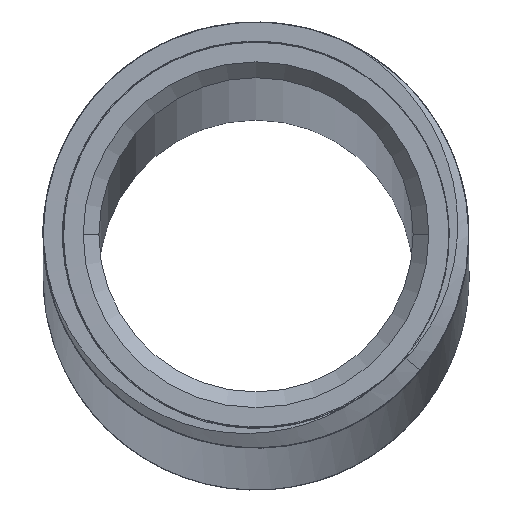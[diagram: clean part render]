
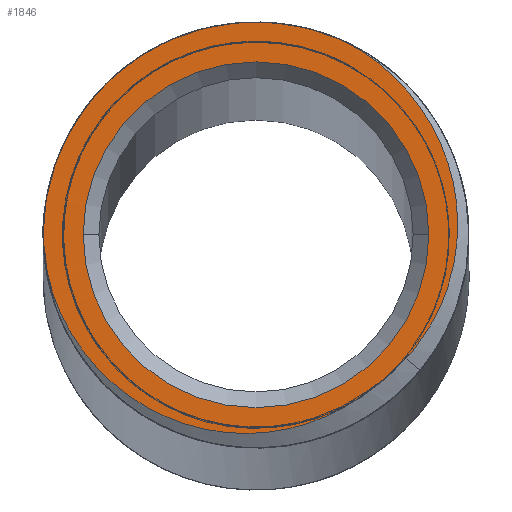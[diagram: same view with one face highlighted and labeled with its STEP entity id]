
A CAD part, top view. The second image highlights one B-rep face of the part: STEP entity #1846.
In plain terms, the highlighted planar face has unit normal (0, 0, 1).
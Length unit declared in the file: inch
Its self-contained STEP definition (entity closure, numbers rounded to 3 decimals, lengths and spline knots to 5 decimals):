
#77=CARTESIAN_POINT('',(0.,0.,23.99999));
#78=DIRECTION('',(0.,0.,-1.));
#79=DIRECTION('',(-1.,0.,0.));
#80=AXIS2_PLACEMENT_3D('',#77,#78,#79);
#82=CARTESIAN_POINT('',(0.,0.,23.99999));
#83=DIRECTION('',(0.,0.,-1.));
#84=DIRECTION('',(1.,0.,0.));
#85=AXIS2_PLACEMENT_3D('',#82,#83,#84);
#87=CARTESIAN_POINT('',(0.22277,-0.30662,24.));
#88=CARTESIAN_POINT('',(0.25536,-0.28541,24.));
#89=CARTESIAN_POINT('',(0.31177,-0.23496,24.));
#90=CARTESIAN_POINT('',(0.37365,-0.13404,24.));
#91=CARTESIAN_POINT('',(0.40304,-0.01278,24.));
#92=CARTESIAN_POINT('',(0.39356,0.11041,24.));
#93=CARTESIAN_POINT('',(0.3494,0.22262,24.));
#94=CARTESIAN_POINT('',(0.27431,0.31808,24.));
#95=CARTESIAN_POINT('',(0.20652,0.366,24.));
#96=CARTESIAN_POINT('',(0.16735,0.38522,24.));
#98=CARTESIAN_POINT('',(-0.42081,-0.00157,
23.99947));
#99=CARTESIAN_POINT('',(-0.41879,-0.04418,
23.99947));
#100=CARTESIAN_POINT('',(-0.40384,-0.12953,
24.00024));
#101=CARTESIAN_POINT('',(-0.33841,-0.24355,
23.99993));
#102=CARTESIAN_POINT('',(-0.24362,-0.33084,
24.00002));
#103=CARTESIAN_POINT('',(-0.12738,-0.38391,
24.));
#104=CARTESIAN_POINT('',(-0.0021,-0.39831,
24.));
#105=CARTESIAN_POINT('',(0.12072,-0.37256,
24.));
#106=CARTESIAN_POINT('',(0.1904,-0.33284,24.));
#107=CARTESIAN_POINT('',(0.22277,-0.30662,24.));
#109=CARTESIAN_POINT('',(0.16735,0.38522,24.));
#110=CARTESIAN_POINT('',(0.14907,0.39316,24.));
#111=CARTESIAN_POINT('',(0.11179,0.4063,24.));
#112=CARTESIAN_POINT('',(0.05331,0.41802,24.));
#113=CARTESIAN_POINT('',(-0.00614,0.42136,
24.));
#114=CARTESIAN_POINT('',(-0.0655,0.41628,
24.));
#115=CARTESIAN_POINT('',(-0.12354,0.40289,
24.));
#116=CARTESIAN_POINT('',(-0.17911,0.38144,
24.));
#117=CARTESIAN_POINT('',(-0.23111,0.35238,
24.));
#118=CARTESIAN_POINT('',(-0.27848,0.31627,
24.));
#119=CARTESIAN_POINT('',(-0.32029,0.27384,
24.));
#120=CARTESIAN_POINT('',(-0.35572,0.22595,
24.));
#121=CARTESIAN_POINT('',(-0.38399,0.1735,
24.00002));
#122=CARTESIAN_POINT('',(-0.40475,0.11776,
23.99993));
#123=CARTESIAN_POINT('',(-0.41682,0.05901,
24.00024));
#124=CARTESIAN_POINT('',(-0.42081,0.0207,
23.99947));
#125=CARTESIAN_POINT('',(-0.42081,-0.00157,
23.99947));
#1638=CARTESIAN_POINT('',(-0.341,0.,23.99999));
#1639=CARTESIAN_POINT('',(0.341,0.,23.99999));
#1640=VERTEX_POINT('',#1638);
#1641=VERTEX_POINT('',#1639);
#1657=VERTEX_POINT('',#87);
#1658=VERTEX_POINT('',#96);
#1659=VERTEX_POINT('',#98);
#1828=CARTESIAN_POINT('',(0.,0.,24.));
#1829=DIRECTION('',(0.,0.,1.));
#1830=DIRECTION('',(1.,0.,0.));
#1831=AXIS2_PLACEMENT_3D('',#1828,#1829,#1830);
#1832=PLANE('',#1831);
#1834=ORIENTED_EDGE('',*,*,#1833,.F.);
#1836=ORIENTED_EDGE('',*,*,#1835,.F.);
#1838=ORIENTED_EDGE('',*,*,#1837,.F.);
#1839=EDGE_LOOP('',(#1834,#1836,#1838));
#1840=FACE_OUTER_BOUND('',#1839,.F.);
#1842=ORIENTED_EDGE('',*,*,#1841,.F.);
#1843=ORIENTED_EDGE('',*,*,#1818,.F.);
#1844=EDGE_LOOP('',(#1842,#1843));
#1845=FACE_BOUND('',#1844,.F.);
#1846=ADVANCED_FACE('',(#1840,#1845),#1832,.T.);
#81=CIRCLE('',#80,0.341);
#86=CIRCLE('',#85,0.341);
#97=B_SPLINE_CURVE_WITH_KNOTS('',3,(#87,#88,#89,#90,#91,#92,#93,#94,#95,#96),
.UNSPECIFIED.,.F.,.F.,(4,1,1,1,1,1,1,4),(0.,0.14286,
0.28571,0.42857,0.57143,0.71429,
0.85714,1.),.UNSPECIFIED.);
#108=B_SPLINE_CURVE_WITH_KNOTS('',3,(#98,#99,#100,#101,#102,#103,#104,#105,#106,
#107),.UNSPECIFIED.,.F.,.F.,(4,1,1,1,1,1,1,4),(0.,0.14286,
0.28571,0.42857,0.57143,0.71429,
0.85714,1.),.UNSPECIFIED.);
#126=B_SPLINE_CURVE_WITH_KNOTS('',3,(#109,#110,#111,#112,#113,#114,#115,#116,
#117,#118,#119,#120,#121,#122,#123,#124,#125),.UNSPECIFIED.,.F.,.F.,(4,1,1,1,1,
1,1,1,1,1,1,1,1,1,4),(0.,0.07143,0.14286,
0.21429,0.28571,0.35714,0.42857,0.5,
0.57143,0.64286,0.71429,0.78571,
0.85714,0.92857,1.),.UNSPECIFIED.);
#1818=EDGE_CURVE('',#1641,#1640,#86,.T.);
#1833=EDGE_CURVE('',#1657,#1658,#97,.T.);
#1835=EDGE_CURVE('',#1659,#1657,#108,.T.);
#1837=EDGE_CURVE('',#1658,#1659,#126,.T.);
#1841=EDGE_CURVE('',#1640,#1641,#81,.T.);
